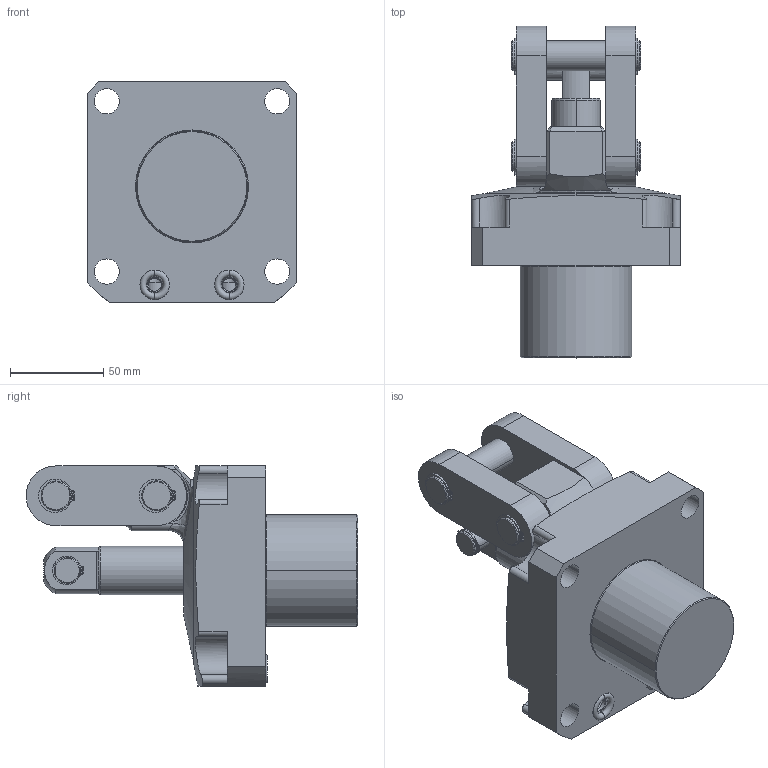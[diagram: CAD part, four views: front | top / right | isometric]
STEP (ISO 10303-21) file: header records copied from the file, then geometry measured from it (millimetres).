
FILE_DESCRIPTION((''),'2;1');
FILE_NAME('ILC16323200','2023-03-14T10:23:47',('rkuestersteffen'),(''),'CREO PARAMETRIC BY PTC INC, 2021164','CREO PARAMETRIC BY PTC INC, 2021164','');
FILE_SCHEMA(('AUTOMOTIVE_DESIGN { 1 0 10303 214 1 1 1 1 }'));
Length unit declared in the file: inch
Products named in the file (3): ILC16323200_BODY; ILC16323200_LUG; ILC16323200
Assembly tree (2 placements, depth 2):
  ILC16323200
    ILC16323200_BODY
    ILC16323200_LUG
Bounding box: 111.99 x 177.88 x 118.01 mm (x, y, z)
Volume: 780116.1 mm3; surface area: 108422.8 mm2
Topology: 2 solids, 6 shells, 338 faces, 856 edges, 552 vertices
Faces by surface type: cylinder 169, plane 106, cone 39, torus 14, sphere 6, bspline 4
Entity records: 14248 total; most frequent: CARTESIAN_POINT 2528, DIRECTION 2002, ORIENTED_EDGE 1696, PRESENTATION_STYLE_ASSIGNMENT 901, STYLED_ITEM 901, CURVE_STYLE 895, EDGE_CURVE 856, AXIS2_PLACEMENT_3D 800
